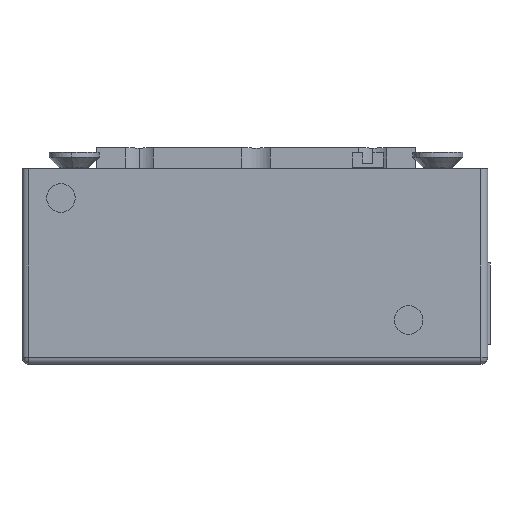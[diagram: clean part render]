
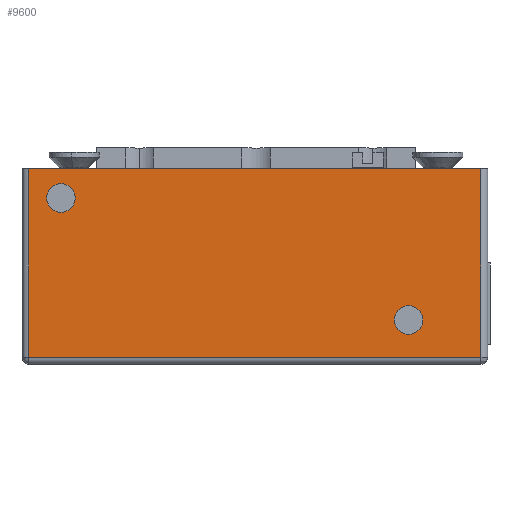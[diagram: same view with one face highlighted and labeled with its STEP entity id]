
A CAD part, left-side view. The second image highlights one B-rep face of the part: STEP entity #9600.
In plain terms, the highlighted face is planar.
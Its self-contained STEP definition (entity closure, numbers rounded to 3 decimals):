
#551 = VECTOR ( 'NONE', #2319, 1000. ) ;
#594 = CARTESIAN_POINT ( 'NONE',  ( 23.9, 0., 61.4 ) ) ;
#702 = EDGE_LOOP ( 'NONE', ( #24051, #12443 ) ) ;
#1929 = EDGE_CURVE ( 'NONE', #12113, #10461, #15872, .T. ) ;
#2319 = DIRECTION ( 'NONE',  ( 1., 0., 0. ) ) ;
#2446 = DIRECTION ( 'NONE',  ( 0., 0., 1. ) ) ;
#2518 = DIRECTION ( 'NONE',  ( 0., -1., 0. ) ) ;
#2525 = CARTESIAN_POINT ( 'NONE',  ( 28.1, 0., 66. ) ) ;
#3050 = CARTESIAN_POINT ( 'NONE',  ( 23.9, 0., 59.35 ) ) ;
#3103 = ORIENTED_EDGE ( 'NONE', *, *, #12796, .F. ) ;
#3397 = DIRECTION ( 'NONE',  ( 0., 0., -1. ) ) ;
#3944 = EDGE_CURVE ( 'NONE', #10461, #12113, #8790, .T. ) ;
#3999 = DIRECTION ( 'NONE',  ( 0., -1., 0. ) ) ;
#4303 = CARTESIAN_POINT ( 'NONE',  ( 6.35, 0., 11.4 ) ) ;
#5037 = VERTEX_POINT ( 'NONE', #6640 ) ;
#5904 = CARTESIAN_POINT ( 'NONE',  ( 23.9, 0., 61.4 ) ) ;
#6365 = EDGE_CURVE ( 'NONE', #5037, #23298, #17164, .T. ) ;
#6640 = CARTESIAN_POINT ( 'NONE',  ( 1., 0., 1. ) ) ;
#7321 = ORIENTED_EDGE ( 'NONE', *, *, #6365, .F. ) ;
#7563 = ORIENTED_EDGE ( 'NONE', *, *, #1929, .F. ) ;
#7952 = CARTESIAN_POINT ( 'NONE',  ( 1., 0., 66. ) ) ;
#8185 = DIRECTION ( 'NONE',  ( 0., 0., 1. ) ) ;
#8362 = ORIENTED_EDGE ( 'NONE', *, *, #23038, .F. ) ;
#8375 = PLANE ( 'NONE',  #11934 ) ;
#8790 = CIRCLE ( 'NONE', #15672, 2.05 ) ;
#8971 = DIRECTION ( 'NONE',  ( 0., 0., 1. ) ) ;
#9119 = CARTESIAN_POINT ( 'NONE',  ( 0., 0., 67. ) ) ;
#9600 = ADVANCED_FACE ( 'NONE', ( #18005, #14529, #16213 ), #8375, .F. ) ;
#9811 = AXIS2_PLACEMENT_3D ( 'NONE', #13310, #3999, #15206 ) ;
#9927 = AXIS2_PLACEMENT_3D ( 'NONE', #4303, #2518, #11948 ) ;
#10461 = VERTEX_POINT ( 'NONE', #12175 ) ;
#10507 = EDGE_CURVE ( 'NONE', #20265, #12174, #19265, .T. ) ;
#10899 = CARTESIAN_POINT ( 'NONE',  ( 28.1, 0., 67. ) ) ;
#11395 = VERTEX_POINT ( 'NONE', #19563 ) ;
#11687 = ORIENTED_EDGE ( 'NONE', *, *, #22020, .F. ) ;
#11934 = AXIS2_PLACEMENT_3D ( 'NONE', #9119, #20930, #8971 ) ;
#11948 = DIRECTION ( 'NONE',  ( 0., 0., 1. ) ) ;
#12111 = CARTESIAN_POINT ( 'NONE',  ( 0., 0., 66. ) ) ;
#12113 = VERTEX_POINT ( 'NONE', #3050 ) ;
#12174 = VERTEX_POINT ( 'NONE', #20607 ) ;
#12175 = CARTESIAN_POINT ( 'NONE',  ( 23.9, 0., 63.45 ) ) ;
#12443 = ORIENTED_EDGE ( 'NONE', *, *, #10507, .F. ) ;
#12796 = EDGE_CURVE ( 'NONE', #23298, #18540, #23672, .T. ) ;
#13310 = CARTESIAN_POINT ( 'NONE',  ( 6.35, 0., 11.4 ) ) ;
#14529 = FACE_BOUND ( 'NONE', #19427, .T. ) ;
#14658 = EDGE_LOOP ( 'NONE', ( #3103, #7321, #8362, #11687 ) ) ;
#15206 = DIRECTION ( 'NONE',  ( 0., 0., 1. ) ) ;
#15672 = AXIS2_PLACEMENT_3D ( 'NONE', #594, #18226, #8185 ) ;
#15872 = CIRCLE ( 'NONE', #22808, 2.05 ) ;
#16213 = FACE_OUTER_BOUND ( 'NONE', #14658, .T. ) ;
#16921 = CARTESIAN_POINT ( 'NONE',  ( 1., 0., 67. ) ) ;
#17133 = LINE ( 'NONE', #10899, #23209 ) ;
#17164 = LINE ( 'NONE', #16921, #17915 ) ;
#17652 = DIRECTION ( 'NONE',  ( -1., 0., 0. ) ) ;
#17915 = VECTOR ( 'NONE', #24738, 1000. ) ;
#18005 = FACE_BOUND ( 'NONE', #702, .T. ) ;
#18226 = DIRECTION ( 'NONE',  ( 0., -1., 0. ) ) ;
#18540 = VERTEX_POINT ( 'NONE', #2525 ) ;
#19265 = CIRCLE ( 'NONE', #9811, 2.05 ) ;
#19427 = EDGE_LOOP ( 'NONE', ( #20124, #7563 ) ) ;
#19563 = CARTESIAN_POINT ( 'NONE',  ( 28.1, 0., 1. ) ) ;
#19627 = VECTOR ( 'NONE', #17652, 1000. ) ;
#20124 = ORIENTED_EDGE ( 'NONE', *, *, #3944, .F. ) ;
#20265 = VERTEX_POINT ( 'NONE', #20324 ) ;
#20324 = CARTESIAN_POINT ( 'NONE',  ( 6.35, 0., 9.35 ) ) ;
#20607 = CARTESIAN_POINT ( 'NONE',  ( 6.35, 0., 13.45 ) ) ;
#20930 = DIRECTION ( 'NONE',  ( 0., 1., 0. ) ) ;
#21353 = CARTESIAN_POINT ( 'NONE',  ( 0., 0., 1. ) ) ;
#21448 = DIRECTION ( 'NONE',  ( 0., -1., 0. ) ) ;
#21717 = LINE ( 'NONE', #21353, #19627 ) ;
#22020 = EDGE_CURVE ( 'NONE', #18540, #11395, #17133, .T. ) ;
#22521 = CIRCLE ( 'NONE', #9927, 2.05 ) ;
#22808 = AXIS2_PLACEMENT_3D ( 'NONE', #5904, #21448, #2446 ) ;
#23038 = EDGE_CURVE ( 'NONE', #11395, #5037, #21717, .T. ) ;
#23209 = VECTOR ( 'NONE', #3397, 1000. ) ;
#23298 = VERTEX_POINT ( 'NONE', #7952 ) ;
#23672 = LINE ( 'NONE', #12111, #551 ) ;
#24051 = ORIENTED_EDGE ( 'NONE', *, *, #24726, .F. ) ;
#24726 = EDGE_CURVE ( 'NONE', #12174, #20265, #22521, .T. ) ;
#24738 = DIRECTION ( 'NONE',  ( 0., 0., 1. ) ) ;
